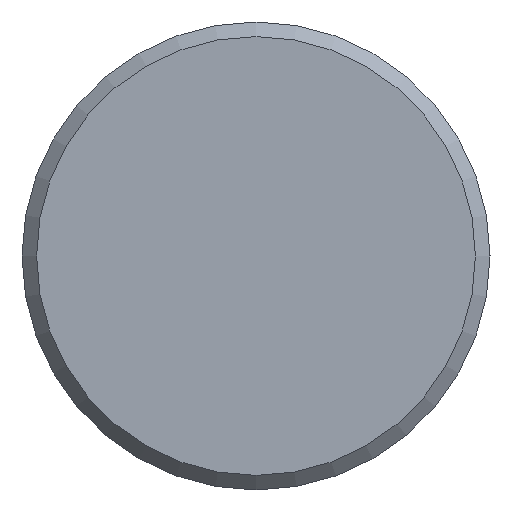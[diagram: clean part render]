
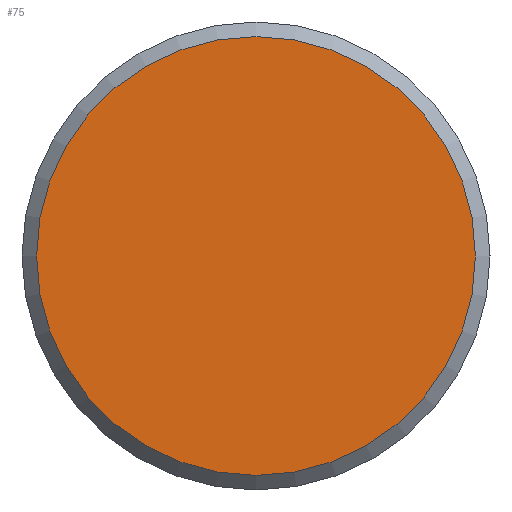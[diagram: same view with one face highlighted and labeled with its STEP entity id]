
A CAD part, left-side view. The second image highlights one B-rep face of the part: STEP entity #75.
In plain terms, the highlighted planar face has unit normal (-1, 0, 0).
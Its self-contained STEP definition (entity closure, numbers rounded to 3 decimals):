
#75 = ADVANCED_FACE( '', ( #168 ), #169, .F. );
#168 = FACE_OUTER_BOUND( '', #273, .T. );
#169 = PLANE( '', #274 );
#273 = EDGE_LOOP( '', ( #435 ) );
#274 = AXIS2_PLACEMENT_3D( '', #436, #437, #438 );
#435 = ORIENTED_EDGE( '', *, *, #668, .F. );
#436 = CARTESIAN_POINT( '', ( 0., 0., 0. ) );
#437 = DIRECTION( '', ( 1., 0., 0. ) );
#438 = DIRECTION( '', ( 0., 0., -1. ) );
#668 = EDGE_CURVE( '', #812, #812, #813, .T. );
#812 = VERTEX_POINT( '', #1001 );
#813 = CIRCLE( '', #1002, 3.75 );
#1001 = CARTESIAN_POINT( '', ( 0., 0., -3.75 ) );
#1002 = AXIS2_PLACEMENT_3D( '', #1162, #1163, #1164 );
#1162 = CARTESIAN_POINT( '', ( 0., 0., 0. ) );
#1163 = DIRECTION( '', ( 1., 0., 0. ) );
#1164 = DIRECTION( '', ( 0., 0., -1. ) );
